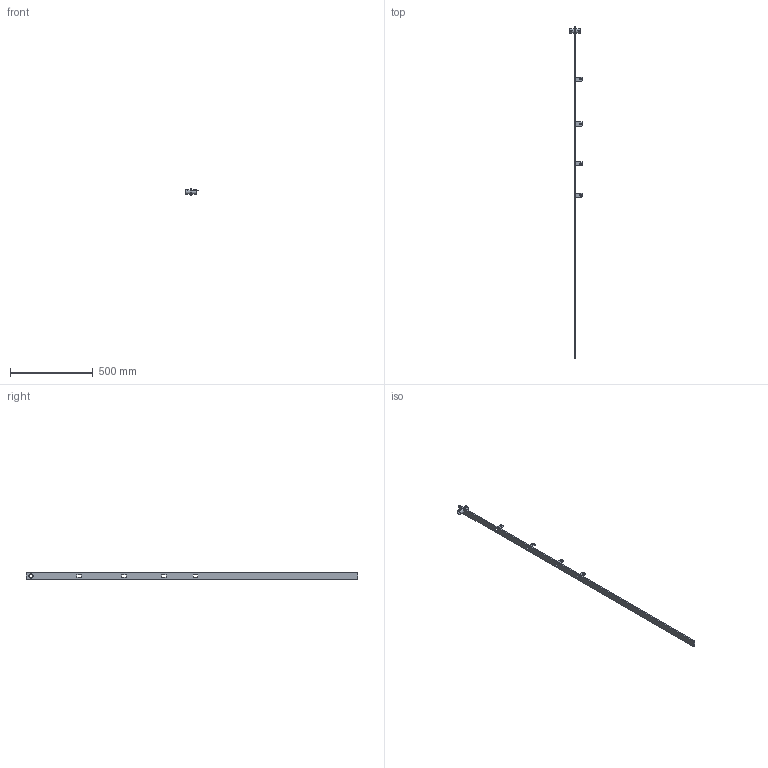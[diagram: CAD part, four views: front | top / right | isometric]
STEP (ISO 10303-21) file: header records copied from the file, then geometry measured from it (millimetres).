
FILE_DESCRIPTION (( 'STEP AP203' ), '1' );
FILE_NAME ('65IP12L.STEP', '2022-06-21T15:03:30', ( '' ), ( '' ), 'SwSTEP 2.0', 'SolidWorks 2020', '' );
FILE_SCHEMA (( 'CONFIG_CONTROL_DESIGN' ));
Length unit declared in the file: millimetre
Products named in the file (1): 65IP12L
Bounding box: 81.07 x 2000 x 40 mm (x, y, z)
Volume: 647257.1 mm3; surface area: 210628.6 mm2
Topology: 5 solids, 5 shells, 66 faces, 166 edges, 108 vertices
Faces by surface type: plane 44, cylinder 22
Entity records: 2279 total; most frequent: CARTESIAN_POINT 561, ORIENTED_EDGE 332, DIRECTION 328, EDGE_CURVE 166, LINE 122, VECTOR 122, VERTEX_POINT 108, AXIS2_PLACEMENT_3D 103
